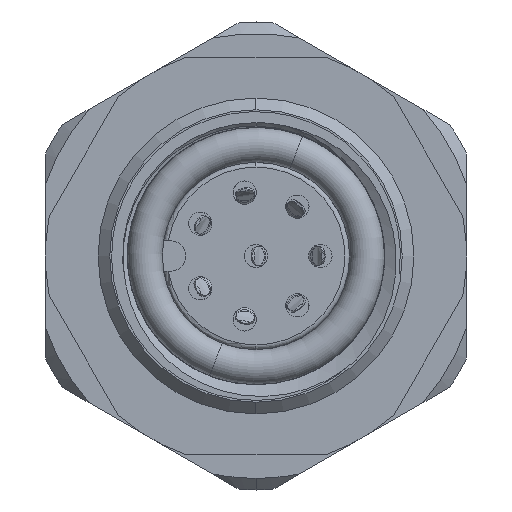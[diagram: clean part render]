
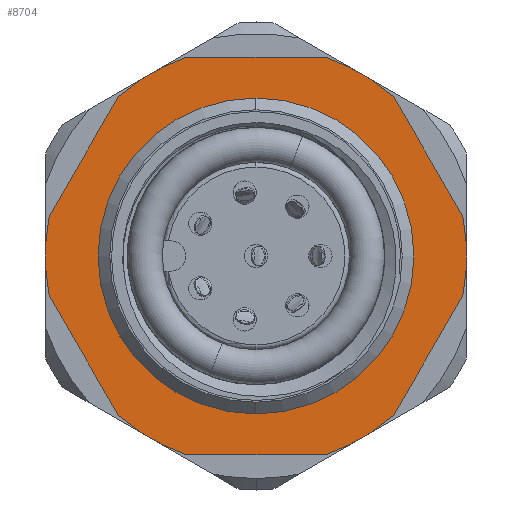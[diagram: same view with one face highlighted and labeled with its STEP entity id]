
A CAD part, left-side view. The second image highlights one B-rep face of the part: STEP entity #8704.
In plain terms, the highlighted face is planar.
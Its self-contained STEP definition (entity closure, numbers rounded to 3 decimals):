
#35 = ORIENTED_EDGE ( 'NONE', *, *, #22676, .F. ) ;
#244 = PLANE ( 'NONE',  #58957 ) ;
#832 = EDGE_CURVE ( 'NONE', #51966, #34851, #52834, .T. ) ;
#3278 = DIRECTION ( 'NONE',  ( -1., 0., 0. ) ) ;
#3317 = ORIENTED_EDGE ( 'NONE', *, *, #42892, .F. ) ;
#4654 = ORIENTED_EDGE ( 'NONE', *, *, #39279, .F. ) ;
#4872 = DIRECTION ( 'NONE',  ( 0., 0., 1. ) ) ;
#4910 = VERTEX_POINT ( 'NONE', #36795 ) ;
#5010 = CARTESIAN_POINT ( 'NONE',  ( -2., 9.611, -0.353 ) ) ;
#5145 = CARTESIAN_POINT ( 'NONE',  ( -2., 9., 0. ) ) ;
#5398 = EDGE_CURVE ( 'NONE', #44771, #33037, #13769, .T. ) ;
#5925 = CIRCLE ( 'NONE', #7045, 9. ) ;
#7045 = AXIS2_PLACEMENT_3D ( 'NONE', #10145, #52694, #4872 ) ;
#8638 = VECTOR ( 'NONE', #44606, 1000. ) ;
#8704 = ADVANCED_FACE ( 'NONE', ( #27130, #52630 ), #244, .F. ) ;
#8902 = VERTEX_POINT ( 'NONE', #11803 ) ;
#9916 = ORIENTED_EDGE ( 'NONE', *, *, #832, .F. ) ;
#9932 = CARTESIAN_POINT ( 'NONE',  ( -2., -2.958, -8.5 ) ) ;
#10145 = CARTESIAN_POINT ( 'NONE',  ( -2., 0., 0. ) ) ;
#10231 = CARTESIAN_POINT ( 'NONE',  ( -2., -5.111, -8.147 ) ) ;
#11803 = CARTESIAN_POINT ( 'NONE',  ( -2., 5.882, 6.812 ) ) ;
#13004 = CARTESIAN_POINT ( 'NONE',  ( -2., 2.958, 8.5 ) ) ;
#13176 = DIRECTION ( 'NONE',  ( -1., 0., 0. ) ) ;
#13518 = DIRECTION ( 'NONE',  ( -1., 0., 0. ) ) ;
#13769 = CIRCLE ( 'NONE', #31551, 9. ) ;
#14258 = VERTEX_POINT ( 'NONE', #64144 ) ;
#15045 = CARTESIAN_POINT ( 'NONE',  ( -2., -5.882, 6.812 ) ) ;
#15133 = DIRECTION ( 'NONE',  ( -1., 0., 0. ) ) ;
#16372 = DIRECTION ( 'NONE',  ( 0., 0., 1. ) ) ;
#18618 = VERTEX_POINT ( 'NONE', #62583 ) ;
#19023 = CIRCLE ( 'NONE', #58034, 6.75 ) ;
#19545 = EDGE_CURVE ( 'NONE', #8902, #14258, #61990, .T. ) ;
#19612 = DIRECTION ( 'NONE',  ( -1., 0., 0. ) ) ;
#19958 = ORIENTED_EDGE ( 'NONE', *, *, #30722, .F. ) ;
#20065 = EDGE_CURVE ( 'NONE', #14258, #51966, #40705, .T. ) ;
#20432 = CIRCLE ( 'NONE', #66187, 6.75 ) ;
#22676 = EDGE_CURVE ( 'NONE', #33037, #35965, #39731, .T. ) ;
#23052 = CIRCLE ( 'NONE', #31939, 9. ) ;
#23291 = VERTEX_POINT ( 'NONE', #31423 ) ;
#23354 = CARTESIAN_POINT ( 'NONE',  ( -2., 0., -6.75 ) ) ;
#23503 = ORIENTED_EDGE ( 'NONE', *, *, #48203, .T. ) ;
#23569 = EDGE_LOOP ( 'NONE', ( #9916, #60002, #67320, #49277, #23769, #19958, #35, #53770, #3317, #4654, #24146, #43334 ) ) ;
#23769 = ORIENTED_EDGE ( 'NONE', *, *, #40947, .F. ) ;
#24146 = ORIENTED_EDGE ( 'NONE', *, *, #41838, .F. ) ;
#24820 = CARTESIAN_POINT ( 'NONE',  ( -2., 0., 0. ) ) ;
#24855 = VECTOR ( 'NONE', #26316, 1000. ) ;
#25171 = DIRECTION ( 'NONE',  ( 0., 0., 1. ) ) ;
#26024 = AXIS2_PLACEMENT_3D ( 'NONE', #56856, #34852, #67323 ) ;
#26316 = DIRECTION ( 'NONE',  ( 0., -0.5, -0.866 ) ) ;
#26415 = EDGE_LOOP ( 'NONE', ( #23503, #30478 ) ) ;
#27130 = FACE_BOUND ( 'NONE', #26415, .T. ) ;
#28010 = CARTESIAN_POINT ( 'NONE',  ( -2., -2.958, 8.5 ) ) ;
#28857 = CARTESIAN_POINT ( 'NONE',  ( -2., 0., 0. ) ) ;
#28872 = CARTESIAN_POINT ( 'NONE',  ( -2., -5.111, 8.147 ) ) ;
#29251 = DIRECTION ( 'NONE',  ( 0., -1., 0. ) ) ;
#29928 = CARTESIAN_POINT ( 'NONE',  ( -2., 5.882, -6.812 ) ) ;
#30478 = ORIENTED_EDGE ( 'NONE', *, *, #67146, .T. ) ;
#30722 = EDGE_CURVE ( 'NONE', #35965, #53347, #45205, .T. ) ;
#31423 = CARTESIAN_POINT ( 'NONE',  ( -2., 2.958, -8.5 ) ) ;
#31551 = AXIS2_PLACEMENT_3D ( 'NONE', #24820, #19612, #25171 ) ;
#31584 = VECTOR ( 'NONE', #45239, 1000. ) ;
#31939 = AXIS2_PLACEMENT_3D ( 'NONE', #39356, #13176, #50143 ) ;
#32945 = AXIS2_PLACEMENT_3D ( 'NONE', #28857, #13518, #56086 ) ;
#33037 = VERTEX_POINT ( 'NONE', #66366 ) ;
#34851 = VERTEX_POINT ( 'NONE', #29928 ) ;
#34852 = DIRECTION ( 'NONE',  ( -1., 0., 0. ) ) ;
#35965 = VERTEX_POINT ( 'NONE', #15045 ) ;
#36257 = EDGE_CURVE ( 'NONE', #34851, #23291, #56132, .T. ) ;
#36761 = CARTESIAN_POINT ( 'NONE',  ( -2., 0., 0. ) ) ;
#36795 = CARTESIAN_POINT ( 'NONE',  ( -2., 0., 6.75 ) ) ;
#38164 = VERTEX_POINT ( 'NONE', #23354 ) ;
#39279 = EDGE_CURVE ( 'NONE', #60799, #18618, #5925, .T. ) ;
#39356 = CARTESIAN_POINT ( 'NONE',  ( -2., 0., 0. ) ) ;
#39718 = VECTOR ( 'NONE', #43036, 1000. ) ;
#39731 = LINE ( 'NONE', #28872, #8638 ) ;
#40035 = LINE ( 'NONE', #50460, #31584 ) ;
#40705 = CIRCLE ( 'NONE', #64139, 9. ) ;
#40947 = EDGE_CURVE ( 'NONE', #53347, #59879, #40035, .T. ) ;
#41357 = DIRECTION ( 'NONE',  ( 0., 0.5, -0.866 ) ) ;
#41651 = DIRECTION ( 'NONE',  ( 0., 0., 1. ) ) ;
#41838 = EDGE_CURVE ( 'NONE', #23291, #60799, #55457, .T. ) ;
#42892 = EDGE_CURVE ( 'NONE', #18618, #44771, #48586, .T. ) ;
#43036 = DIRECTION ( 'NONE',  ( 0., -0.5, 0.866 ) ) ;
#43334 = ORIENTED_EDGE ( 'NONE', *, *, #36257, .F. ) ;
#43551 = EDGE_CURVE ( 'NONE', #59879, #8902, #23052, .T. ) ;
#44193 = DIRECTION ( 'NONE',  ( 0., 0., 1. ) ) ;
#44606 = DIRECTION ( 'NONE',  ( 0., 0.5, 0.866 ) ) ;
#44771 = VERTEX_POINT ( 'NONE', #68222 ) ;
#45205 = CIRCLE ( 'NONE', #32945, 9. ) ;
#45239 = DIRECTION ( 'NONE',  ( 0., 1., 0. ) ) ;
#46585 = CARTESIAN_POINT ( 'NONE',  ( -2., 9.611, 0.353 ) ) ;
#47169 = CARTESIAN_POINT ( 'NONE',  ( -2., 0., 0. ) ) ;
#48203 = EDGE_CURVE ( 'NONE', #4910, #38164, #19023, .T. ) ;
#48586 = LINE ( 'NONE', #10231, #39718 ) ;
#49277 = ORIENTED_EDGE ( 'NONE', *, *, #43551, .F. ) ;
#50143 = DIRECTION ( 'NONE',  ( 0., 0., 1. ) ) ;
#50460 = CARTESIAN_POINT ( 'NONE',  ( -2., 9., 8.5 ) ) ;
#51112 = CARTESIAN_POINT ( 'NONE',  ( -2., 0., 0. ) ) ;
#51966 = VERTEX_POINT ( 'NONE', #62740 ) ;
#52630 = FACE_OUTER_BOUND ( 'NONE', #23569, .T. ) ;
#52694 = DIRECTION ( 'NONE',  ( -1., 0., 0. ) ) ;
#52834 = LINE ( 'NONE', #5010, #24855 ) ;
#53347 = VERTEX_POINT ( 'NONE', #28010 ) ;
#53770 = ORIENTED_EDGE ( 'NONE', *, *, #5398, .F. ) ;
#55457 = LINE ( 'NONE', #66987, #58504 ) ;
#56086 = DIRECTION ( 'NONE',  ( 0., 0., 1. ) ) ;
#56132 = CIRCLE ( 'NONE', #26024, 9. ) ;
#56856 = CARTESIAN_POINT ( 'NONE',  ( -2., 0., 0. ) ) ;
#57332 = DIRECTION ( 'NONE',  ( -1., 0., 0. ) ) ;
#58034 = AXIS2_PLACEMENT_3D ( 'NONE', #36761, #15133, #41651 ) ;
#58504 = VECTOR ( 'NONE', #29251, 1000. ) ;
#58957 = AXIS2_PLACEMENT_3D ( 'NONE', #5145, #64548, #16372 ) ;
#59879 = VERTEX_POINT ( 'NONE', #13004 ) ;
#60002 = ORIENTED_EDGE ( 'NONE', *, *, #20065, .F. ) ;
#60799 = VERTEX_POINT ( 'NONE', #9932 ) ;
#61990 = LINE ( 'NONE', #46585, #65184 ) ;
#62583 = CARTESIAN_POINT ( 'NONE',  ( -2., -5.882, -6.812 ) ) ;
#62740 = CARTESIAN_POINT ( 'NONE',  ( -2., 8.84, -1.688 ) ) ;
#64139 = AXIS2_PLACEMENT_3D ( 'NONE', #47169, #57332, #68472 ) ;
#64144 = CARTESIAN_POINT ( 'NONE',  ( -2., 8.84, 1.688 ) ) ;
#64548 = DIRECTION ( 'NONE',  ( -1., 0., 0. ) ) ;
#65184 = VECTOR ( 'NONE', #41357, 1000. ) ;
#66187 = AXIS2_PLACEMENT_3D ( 'NONE', #51112, #3278, #44193 ) ;
#66366 = CARTESIAN_POINT ( 'NONE',  ( -2., -8.84, 1.688 ) ) ;
#66987 = CARTESIAN_POINT ( 'NONE',  ( -2., 9., -8.5 ) ) ;
#67146 = EDGE_CURVE ( 'NONE', #38164, #4910, #20432, .T. ) ;
#67320 = ORIENTED_EDGE ( 'NONE', *, *, #19545, .F. ) ;
#67323 = DIRECTION ( 'NONE',  ( 0., 0., 1. ) ) ;
#68222 = CARTESIAN_POINT ( 'NONE',  ( -2., -8.84, -1.688 ) ) ;
#68472 = DIRECTION ( 'NONE',  ( 0., 0., 1. ) ) ;
